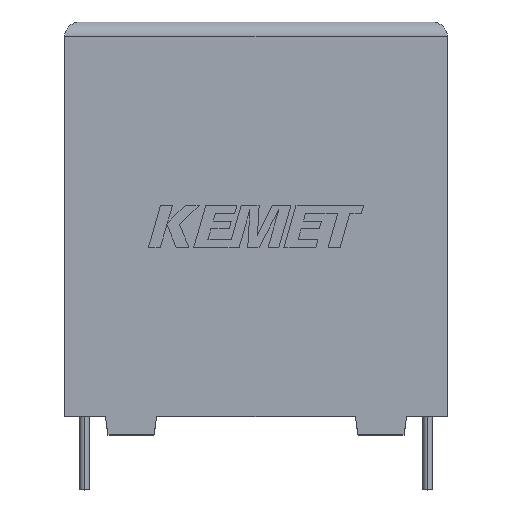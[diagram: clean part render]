
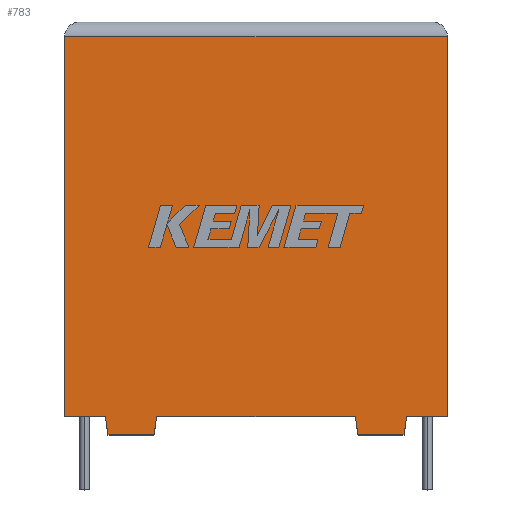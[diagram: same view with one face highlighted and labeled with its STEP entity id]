
A CAD part, top view. The second image highlights one B-rep face of the part: STEP entity #783.
In plain terms, the highlighted planar face has unit normal (0, 0, 1).
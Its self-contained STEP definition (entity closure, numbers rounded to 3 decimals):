
#18 = DIRECTION ( 'NONE',  ( -0.146, -0.989, 0. ) ) ;
#22 = LINE ( 'NONE', #2080, #1000 ) ;
#62 = DIRECTION ( 'NONE',  ( -1., 0., 0. ) ) ;
#63 = LINE ( 'NONE', #3191, #1319 ) ;
#84 = EDGE_CURVE ( 'NONE', #862, #915, #63, .T. ) ;
#130 = ORIENTED_EDGE ( 'NONE', *, *, #1811, .F. ) ;
#184 = CARTESIAN_POINT ( 'NONE',  ( 32.043, -2.029, 30.3 ) ) ;
#192 = VERTEX_POINT ( 'NONE', #447 ) ;
#209 = LINE ( 'NONE', #924, #2932 ) ;
#302 = ORIENTED_EDGE ( 'NONE', *, *, #554, .T. ) ;
#314 = CARTESIAN_POINT ( 'NONE',  ( 32.043, -2.029, 30.3 ) ) ;
#440 = EDGE_LOOP ( 'NONE', ( #1780, #1012, #1745, #3116, #2761, #302, #2649, #1104, #130, #2516, #3171, #1182 ) ) ;
#447 = CARTESIAN_POINT ( 'NONE',  ( 0., 0., 30.3 ) ) ;
#552 = CARTESIAN_POINT ( 'NONE',  ( 0., 0., 30.3 ) ) ;
#554 = EDGE_CURVE ( 'NONE', #915, #988, #3105, .T. ) ;
#660 = EDGE_CURVE ( 'NONE', #1549, #192, #2725, .T. ) ;
#667 = DIRECTION ( 'NONE',  ( 0.146, 0.989, 0. ) ) ;
#745 = VERTEX_POINT ( 'NONE', #2207 ) ;
#746 = CARTESIAN_POINT ( 'NONE',  ( 41.8, 41.446, 30.3 ) ) ;
#783 = ADVANCED_FACE ( 'NONE', ( #3212 ), #2796, .F. ) ;
#862 = VERTEX_POINT ( 'NONE', #1091 ) ;
#915 = VERTEX_POINT ( 'NONE', #2360 ) ;
#924 = CARTESIAN_POINT ( 'NONE',  ( 0., 0., 30.3 ) ) ;
#928 = DIRECTION ( 'NONE',  ( 0., -1., 0. ) ) ;
#952 = DIRECTION ( 'NONE',  ( 0.146, -0.989, 0. ) ) ;
#988 = VERTEX_POINT ( 'NONE', #2660 ) ;
#1000 = VECTOR ( 'NONE', #2556, 1000. ) ;
#1012 = ORIENTED_EDGE ( 'NONE', *, *, #3208, .T. ) ;
#1040 = LINE ( 'NONE', #552, #1157 ) ;
#1091 = CARTESIAN_POINT ( 'NONE',  ( 4.432, 0., 30.3 ) ) ;
#1104 = ORIENTED_EDGE ( 'NONE', *, *, #1725, .T. ) ;
#1106 = VECTOR ( 'NONE', #1175, 1000. ) ;
#1139 = CARTESIAN_POINT ( 'NONE',  ( 9.757, -2.029, 30.3 ) ) ;
#1148 = CARTESIAN_POINT ( 'NONE',  ( 0., 41.446, 30.3 ) ) ;
#1157 = VECTOR ( 'NONE', #1335, 1000. ) ;
#1175 = DIRECTION ( 'NONE',  ( 1., 0., 0. ) ) ;
#1176 = CARTESIAN_POINT ( 'NONE',  ( 41.8, 0., 30.3 ) ) ;
#1182 = ORIENTED_EDGE ( 'NONE', *, *, #3251, .T. ) ;
#1268 = VERTEX_POINT ( 'NONE', #1810 ) ;
#1319 = VECTOR ( 'NONE', #952, 1000. ) ;
#1327 = EDGE_CURVE ( 'NONE', #2680, #1911, #2424, .T. ) ;
#1335 = DIRECTION ( 'NONE',  ( 1., 0., 0. ) ) ;
#1510 = VERTEX_POINT ( 'NONE', #2292 ) ;
#1549 = VERTEX_POINT ( 'NONE', #1148 ) ;
#1555 = CARTESIAN_POINT ( 'NONE',  ( 0., 0., 30.3 ) ) ;
#1681 = EDGE_CURVE ( 'NONE', #988, #1510, #2533, .T. ) ;
#1725 = EDGE_CURVE ( 'NONE', #1510, #2788, #209, .T. ) ;
#1745 = ORIENTED_EDGE ( 'NONE', *, *, #660, .T. ) ;
#1779 = VECTOR ( 'NONE', #18, 1000. ) ;
#1780 = ORIENTED_EDGE ( 'NONE', *, *, #1327, .T. ) ;
#1810 = CARTESIAN_POINT ( 'NONE',  ( 37.368, 0., 30.3 ) ) ;
#1811 = EDGE_CURVE ( 'NONE', #2595, #2788, #2493, .T. ) ;
#1844 = DIRECTION ( 'NONE',  ( 0., 0., -1. ) ) ;
#1871 = VECTOR ( 'NONE', #667, 1000. ) ;
#1878 = LINE ( 'NONE', #2600, #2230 ) ;
#1911 = VERTEX_POINT ( 'NONE', #746 ) ;
#1912 = DIRECTION ( 'NONE',  ( 1., 0., 0. ) ) ;
#1932 = CARTESIAN_POINT ( 'NONE',  ( 0., 0., 30.3 ) ) ;
#1948 = CARTESIAN_POINT ( 'NONE',  ( 0., 0., 30.3 ) ) ;
#1991 = VECTOR ( 'NONE', #2718, 1000. ) ;
#2009 = CARTESIAN_POINT ( 'NONE',  ( 37.368, 0., 30.3 ) ) ;
#2027 = AXIS2_PLACEMENT_3D ( 'NONE', #1555, #1844, #2063 ) ;
#2063 = DIRECTION ( 'NONE',  ( -1., 0., 0. ) ) ;
#2080 = CARTESIAN_POINT ( 'NONE',  ( 37.068, -2.029, 30.3 ) ) ;
#2146 = CARTESIAN_POINT ( 'NONE',  ( 31.743, 0., 30.3 ) ) ;
#2172 = DIRECTION ( 'NONE',  ( 0., 1., 0. ) ) ;
#2207 = CARTESIAN_POINT ( 'NONE',  ( 37.068, -2.029, 30.3 ) ) ;
#2230 = VECTOR ( 'NONE', #62, 1000. ) ;
#2257 = VECTOR ( 'NONE', #928, 1000. ) ;
#2292 = CARTESIAN_POINT ( 'NONE',  ( 10.057, 0., 30.3 ) ) ;
#2360 = CARTESIAN_POINT ( 'NONE',  ( 4.732, -2.029, 30.3 ) ) ;
#2424 = LINE ( 'NONE', #1176, #2506 ) ;
#2441 = LINE ( 'NONE', #2009, #1779 ) ;
#2483 = EDGE_CURVE ( 'NONE', #1268, #745, #2441, .T. ) ;
#2493 = LINE ( 'NONE', #184, #1991 ) ;
#2500 = LINE ( 'NONE', #1932, #2775 ) ;
#2506 = VECTOR ( 'NONE', #2172, 1000. ) ;
#2516 = ORIENTED_EDGE ( 'NONE', *, *, #3246, .F. ) ;
#2533 = LINE ( 'NONE', #1139, #1871 ) ;
#2556 = DIRECTION ( 'NONE',  ( -1., 0., 0. ) ) ;
#2595 = VERTEX_POINT ( 'NONE', #314 ) ;
#2600 = CARTESIAN_POINT ( 'NONE',  ( 0., 41.446, 30.3 ) ) ;
#2649 = ORIENTED_EDGE ( 'NONE', *, *, #1681, .T. ) ;
#2660 = CARTESIAN_POINT ( 'NONE',  ( 9.757, -2.029, 30.3 ) ) ;
#2674 = DIRECTION ( 'NONE',  ( 1., 0., 0. ) ) ;
#2680 = VERTEX_POINT ( 'NONE', #2892 ) ;
#2718 = DIRECTION ( 'NONE',  ( -0.146, 0.989, 0. ) ) ;
#2725 = LINE ( 'NONE', #1948, #2257 ) ;
#2761 = ORIENTED_EDGE ( 'NONE', *, *, #84, .T. ) ;
#2775 = VECTOR ( 'NONE', #1912, 1000. ) ;
#2788 = VERTEX_POINT ( 'NONE', #2146 ) ;
#2796 = PLANE ( 'NONE',  #2027 ) ;
#2802 = EDGE_CURVE ( 'NONE', #192, #862, #2500, .T. ) ;
#2867 = CARTESIAN_POINT ( 'NONE',  ( 4.732, -2.029, 30.3 ) ) ;
#2892 = CARTESIAN_POINT ( 'NONE',  ( 41.8, 0., 30.3 ) ) ;
#2932 = VECTOR ( 'NONE', #2674, 1000. ) ;
#3105 = LINE ( 'NONE', #2867, #1106 ) ;
#3116 = ORIENTED_EDGE ( 'NONE', *, *, #2802, .T. ) ;
#3171 = ORIENTED_EDGE ( 'NONE', *, *, #2483, .F. ) ;
#3191 = CARTESIAN_POINT ( 'NONE',  ( 4.432, 0., 30.3 ) ) ;
#3208 = EDGE_CURVE ( 'NONE', #1911, #1549, #1878, .T. ) ;
#3212 = FACE_OUTER_BOUND ( 'NONE', #440, .T. ) ;
#3246 = EDGE_CURVE ( 'NONE', #745, #2595, #22, .T. ) ;
#3251 = EDGE_CURVE ( 'NONE', #1268, #2680, #1040, .T. ) ;
